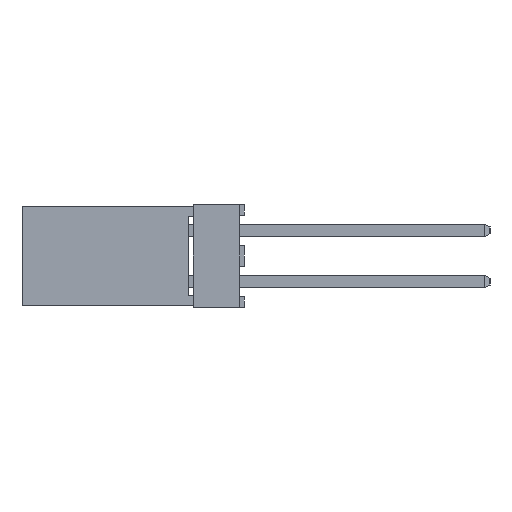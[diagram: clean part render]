
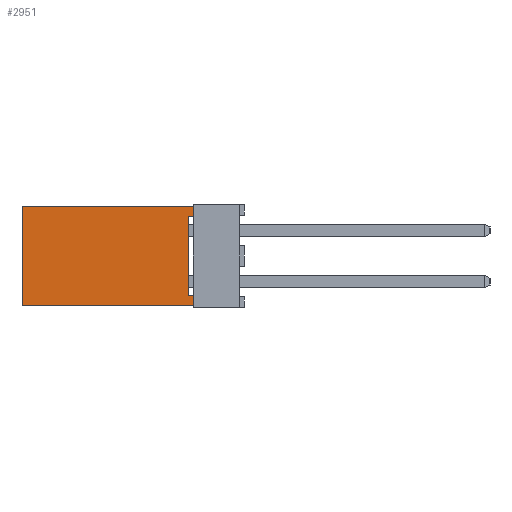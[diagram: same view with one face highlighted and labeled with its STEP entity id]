
A CAD part, left-side view. The second image highlights one B-rep face of the part: STEP entity #2951.
In plain terms, the highlighted planar face has unit normal (-1, 0, 0).
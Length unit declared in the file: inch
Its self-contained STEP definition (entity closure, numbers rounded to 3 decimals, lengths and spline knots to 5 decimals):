
#2951 = ADVANCED_FACE( '', ( #6762 ), #6763, .F. );
#6762 = FACE_OUTER_BOUND( '', #11522, .T. );
#6763 = PLANE( '', #11523 );
#11522 = EDGE_LOOP( '', ( #19966, #19967, #19968, #19969, #19970, #19971, #19972, #19973 ) );
#11523 = AXIS2_PLACEMENT_3D( '', #19974, #19975, #19976 );
#19966 = ORIENTED_EDGE( '', *, *, #31542, .T. );
#19967 = ORIENTED_EDGE( '', *, *, #31543, .T. );
#19968 = ORIENTED_EDGE( '', *, *, #29005, .F. );
#19969 = ORIENTED_EDGE( '', *, *, #29512, .F. );
#19970 = ORIENTED_EDGE( '', *, *, #31544, .T. );
#19971 = ORIENTED_EDGE( '', *, *, #31545, .T. );
#19972 = ORIENTED_EDGE( '', *, *, #31546, .T. );
#19973 = ORIENTED_EDGE( '', *, *, #31547, .T. );
#19974 = CARTESIAN_POINT( '', ( 0., 0.335, -0.0975 ) );
#19975 = DIRECTION( '', ( 1., 0., 0. ) );
#19976 = DIRECTION( '', ( 0., 0., -1. ) );
#29005 = EDGE_CURVE( '', #35030, #35032, #35033, .T. );
#29512 = EDGE_CURVE( '', #35926, #35030, #35928, .T. );
#31542 = EDGE_CURVE( '', #39106, #39107, #39108, .T. );
#31543 = EDGE_CURVE( '', #39107, #35032, #39109, .T. );
#31544 = EDGE_CURVE( '', #35926, #39110, #39111, .T. );
#31545 = EDGE_CURVE( '', #39110, #39112, #39113, .T. );
#31546 = EDGE_CURVE( '', #39112, #39114, #39115, .T. );
#31547 = EDGE_CURVE( '', #39114, #39106, #39116, .T. );
#35030 = VERTEX_POINT( '', #43675 );
#35032 = VERTEX_POINT( '', #43678 );
#35033 = LINE( '', #43679, #43680 );
#35926 = VERTEX_POINT( '', #45010 );
#35928 = LINE( '', #45013, #45014 );
#39106 = VERTEX_POINT( '', #49715 );
#39107 = VERTEX_POINT( '', #49716 );
#39108 = LINE( '', #49717, #49718 );
#39109 = LINE( '', #49719, #49720 );
#39110 = VERTEX_POINT( '', #49721 );
#39111 = LINE( '', #49722, #49723 );
#39112 = VERTEX_POINT( '', #49724 );
#39113 = LINE( '', #49725, #49726 );
#39114 = VERTEX_POINT( '', #49727 );
#39115 = LINE( '', #49728, #49729 );
#39116 = LINE( '', #49730, #49731 );
#43675 = CARTESIAN_POINT( '', ( 0., 0.335, 0.0975 ) );
#43678 = CARTESIAN_POINT( '', ( 0., 0., 0.0975 ) );
#43679 = CARTESIAN_POINT( '', ( 0., 0.335, 0.0975 ) );
#43680 = VECTOR( '', #54735, 39.37008 );
#45010 = CARTESIAN_POINT( '', ( 0., 0.335, -0.0975 ) );
#45013 = CARTESIAN_POINT( '', ( 0., 0.335, -0.0975 ) );
#45014 = VECTOR( '', #55174, 39.37008 );
#49715 = CARTESIAN_POINT( '', ( 0., 0.01, 0.0775 ) );
#49716 = CARTESIAN_POINT( '', ( 0., 0., 0.0775 ) );
#49717 = CARTESIAN_POINT( '', ( 0., 0.01, 0.0775 ) );
#49718 = VECTOR( '', #56773, 39.37008 );
#49719 = CARTESIAN_POINT( '', ( 0., 0., -0.0975 ) );
#49720 = VECTOR( '', #56774, 39.37008 );
#49721 = CARTESIAN_POINT( '', ( 0., 0., -0.0975 ) );
#49722 = CARTESIAN_POINT( '', ( 0., 0.335, -0.0975 ) );
#49723 = VECTOR( '', #56775, 39.37008 );
#49724 = CARTESIAN_POINT( '', ( 0., 0., -0.0775 ) );
#49725 = CARTESIAN_POINT( '', ( 0., 0., -0.0975 ) );
#49726 = VECTOR( '', #56776, 39.37008 );
#49727 = CARTESIAN_POINT( '', ( 0., 0.01, -0.0775 ) );
#49728 = CARTESIAN_POINT( '', ( 0., 0., -0.0775 ) );
#49729 = VECTOR( '', #56777, 39.37008 );
#49730 = CARTESIAN_POINT( '', ( 0., 0.01, -0.0775 ) );
#49731 = VECTOR( '', #56778, 39.37008 );
#54735 = DIRECTION( '', ( 0., -1., 0. ) );
#55174 = DIRECTION( '', ( 0., 0., 1. ) );
#56773 = DIRECTION( '', ( 0., -1., 0. ) );
#56774 = DIRECTION( '', ( 0., 0., 1. ) );
#56775 = DIRECTION( '', ( 0., -1., 0. ) );
#56776 = DIRECTION( '', ( 0., 0., 1. ) );
#56777 = DIRECTION( '', ( 0., 1., 0. ) );
#56778 = DIRECTION( '', ( 0., 0., 1. ) );
